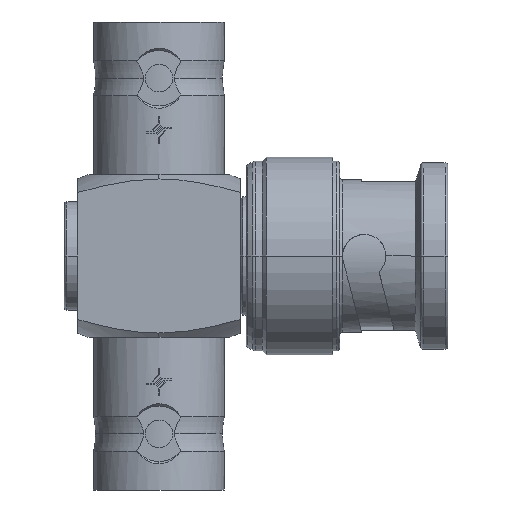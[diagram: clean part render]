
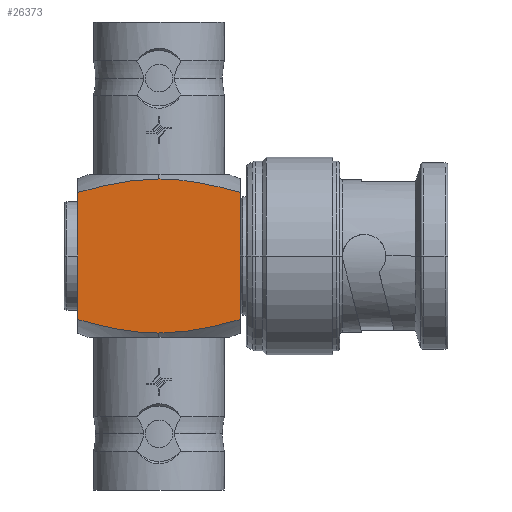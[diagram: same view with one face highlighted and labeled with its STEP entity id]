
A CAD part, left-side view. The second image highlights one B-rep face of the part: STEP entity #26373.
In plain terms, the highlighted planar face has unit normal (-1, 0, 0).
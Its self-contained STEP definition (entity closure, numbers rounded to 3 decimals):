
#111 = ORIENTED_EDGE ( 'NONE', *, *, #10044, .F. ) ;
#314 = CARTESIAN_POINT ( 'NONE',  ( -6., 2.537, -11.495 ) ) ;
#468 = CARTESIAN_POINT ( 'NONE',  ( -6., 2.026, -0.43 ) ) ;
#842 = EDGE_CURVE ( 'NONE', #1233, #7224, #7394, .T. ) ;
#909 = VECTOR ( 'NONE', #15854, 1000. ) ;
#959 = EDGE_CURVE ( 'NONE', #7224, #21755, #25070, .T. ) ;
#1233 = VERTEX_POINT ( 'NONE', #23742 ) ;
#1354 = ORIENTED_EDGE ( 'NONE', *, *, #16331, .T. ) ;
#1471 = CARTESIAN_POINT ( 'NONE',  ( -6., -6., -10.693 ) ) ;
#2618 = CARTESIAN_POINT ( 'NONE',  ( -6., 4.045, -0.78 ) ) ;
#3603 = CARTESIAN_POINT ( 'NONE',  ( -6., -4.018, -11.226 ) ) ;
#3640 = CARTESIAN_POINT ( 'NONE',  ( -6., -6., -1.307 ) ) ;
#4719 = EDGE_CURVE ( 'NONE', #1233, #10053, #17875, .T. ) ;
#4738 = CARTESIAN_POINT ( 'NONE',  ( -6., 6., -1.307 ) ) ;
#6237 = CARTESIAN_POINT ( 'NONE',  ( -6., -2.018, -0.411 ) ) ;
#6689 = CARTESIAN_POINT ( 'NONE',  ( -6., 0., -0.303 ) ) ;
#6726 = CARTESIAN_POINT ( 'NONE',  ( -6., 4.045, -11.22 ) ) ;
#7224 = VERTEX_POINT ( 'NONE', #21193 ) ;
#7318 = CARTESIAN_POINT ( 'NONE',  ( -6., 6., 0. ) ) ;
#7394 = B_SPLINE_CURVE_WITH_KNOTS ( 'NONE', 3,
 ( #15161, #19487, #6726, #314, #13027, #25787, #10909, #23629 ),
 .UNSPECIFIED., .F., .F.,
 ( 4, 2, 2, 4 ),
 ( 0.019, 0.022, 0.024, 0.025 ),
 .UNSPECIFIED. ) ;
#7509 = VERTEX_POINT ( 'NONE', #18235 ) ;
#7674 = CARTESIAN_POINT ( 'NONE',  ( -6., 6., -1.307 ) ) ;
#8167 = CARTESIAN_POINT ( 'NONE',  ( -6., -6., -1.307 ) ) ;
#8255 = CARTESIAN_POINT ( 'NONE',  ( -6., -5.016, -1.026 ) ) ;
#8337 = CARTESIAN_POINT ( 'NONE',  ( -6., 0., -0.303 ) ) ;
#8567 = EDGE_LOOP ( 'NONE', ( #111, #1354, #24217, #13850, #21378, #17335 ) ) ;
#9546 = CARTESIAN_POINT ( 'NONE',  ( -6., -6., -12. ) ) ;
#10036 = VECTOR ( 'NONE', #20258, 1000. ) ;
#10044 = EDGE_CURVE ( 'NONE', #24247, #21755, #16374, .T. ) ;
#10053 = VERTEX_POINT ( 'NONE', #7674 ) ;
#10196 = FACE_OUTER_BOUND ( 'NONE', #8567, .T. ) ;
#10361 = CARTESIAN_POINT ( 'NONE',  ( -6., -1.012, -11.697 ) ) ;
#10909 = CARTESIAN_POINT ( 'NONE',  ( -6., 0.504, -11.697 ) ) ;
#11705 = DIRECTION ( 'NONE',  ( 0., 0., 1. ) ) ;
#13027 = CARTESIAN_POINT ( 'NONE',  ( -6., 2.026, -11.57 ) ) ;
#13178 = CARTESIAN_POINT ( 'NONE',  ( -6., 1.011, -0.329 ) ) ;
#13850 = ORIENTED_EDGE ( 'NONE', *, *, #4719, .F. ) ;
#15161 = CARTESIAN_POINT ( 'NONE',  ( -6., 6., -10.693 ) ) ;
#15318 = CARTESIAN_POINT ( 'NONE',  ( -6., 2.537, -0.505 ) ) ;
#15854 = DIRECTION ( 'NONE',  ( 0., 0., 1. ) ) ;
#16310 = CARTESIAN_POINT ( 'NONE',  ( -6., -5.016, -10.974 ) ) ;
#16331 = EDGE_CURVE ( 'NONE', #24247, #7509, #21978, .T. ) ;
#16374 = LINE ( 'NONE', #19882, #10036 ) ;
#17335 = ORIENTED_EDGE ( 'NONE', *, *, #959, .T. ) ;
#17483 = CARTESIAN_POINT ( 'NONE',  ( -6., 5.027, -1.029 ) ) ;
#17875 = LINE ( 'NONE', #7318, #909 ) ;
#18235 = CARTESIAN_POINT ( 'NONE',  ( -6., 0., -0.303 ) ) ;
#18771 = CARTESIAN_POINT ( 'NONE',  ( -6., -6., -10.693 ) ) ;
#18860 = CARTESIAN_POINT ( 'NONE',  ( -6., -2.018, -11.589 ) ) ;
#18976 = CARTESIAN_POINT ( 'NONE',  ( -6., -4.018, -0.774 ) ) ;
#19487 = CARTESIAN_POINT ( 'NONE',  ( -6., 5.027, -10.971 ) ) ;
#19545 = CARTESIAN_POINT ( 'NONE',  ( -6., 0.504, -0.303 ) ) ;
#19882 = CARTESIAN_POINT ( 'NONE',  ( -6., -6., 0. ) ) ;
#20258 = DIRECTION ( 'NONE',  ( 0., 0., -1. ) ) ;
#20414 = B_SPLINE_CURVE_WITH_KNOTS ( 'NONE', 3,
 ( #6689, #19545, #13178, #468, #15318, #2618, #17483, #4738 ),
 .UNSPECIFIED., .F., .F.,
 ( 4, 2, 2, 4 ),
 ( 0.012, 0.014, 0.015, 0.019 ),
 .UNSPECIFIED. ) ;
#21085 = CARTESIAN_POINT ( 'NONE',  ( -6., -1.012, -0.303 ) ) ;
#21193 = CARTESIAN_POINT ( 'NONE',  ( -6., 0., -11.697 ) ) ;
#21378 = ORIENTED_EDGE ( 'NONE', *, *, #842, .T. ) ;
#21755 = VERTEX_POINT ( 'NONE', #18771 ) ;
#21978 = B_SPLINE_CURVE_WITH_KNOTS ( 'NONE', 3,
 ( #8167, #8255, #18976, #6237, #21085, #8337 ),
 .UNSPECIFIED., .F., .F.,
 ( 4, 2, 4 ),
 ( 0.006, 0.009, 0.012 ),
 .UNSPECIFIED. ) ;
#22220 = PLANE ( 'NONE',  #24704 ) ;
#23629 = CARTESIAN_POINT ( 'NONE',  ( -6., 0., -11.697 ) ) ;
#23742 = CARTESIAN_POINT ( 'NONE',  ( -6., 6., -10.693 ) ) ;
#24022 = EDGE_CURVE ( 'NONE', #7509, #10053, #20414, .T. ) ;
#24217 = ORIENTED_EDGE ( 'NONE', *, *, #24022, .T. ) ;
#24247 = VERTEX_POINT ( 'NONE', #3640 ) ;
#24444 = DIRECTION ( 'NONE',  ( -1., 0., 0. ) ) ;
#24704 = AXIS2_PLACEMENT_3D ( 'NONE', #9546, #24444, #11705 ) ;
#25070 = B_SPLINE_CURVE_WITH_KNOTS ( 'NONE', 3,
 ( #25266, #10361, #18860, #3603, #16310, #1471 ),
 .UNSPECIFIED., .F., .F.,
 ( 4, 2, 4 ),
 ( 0.025, 0.028, 0.031 ),
 .UNSPECIFIED. ) ;
#25266 = CARTESIAN_POINT ( 'NONE',  ( -6., 0., -11.697 ) ) ;
#25787 = CARTESIAN_POINT ( 'NONE',  ( -6., 1.011, -11.671 ) ) ;
#26373 = ADVANCED_FACE ( 'NONE', ( #10196 ), #22220, .T. ) ;
